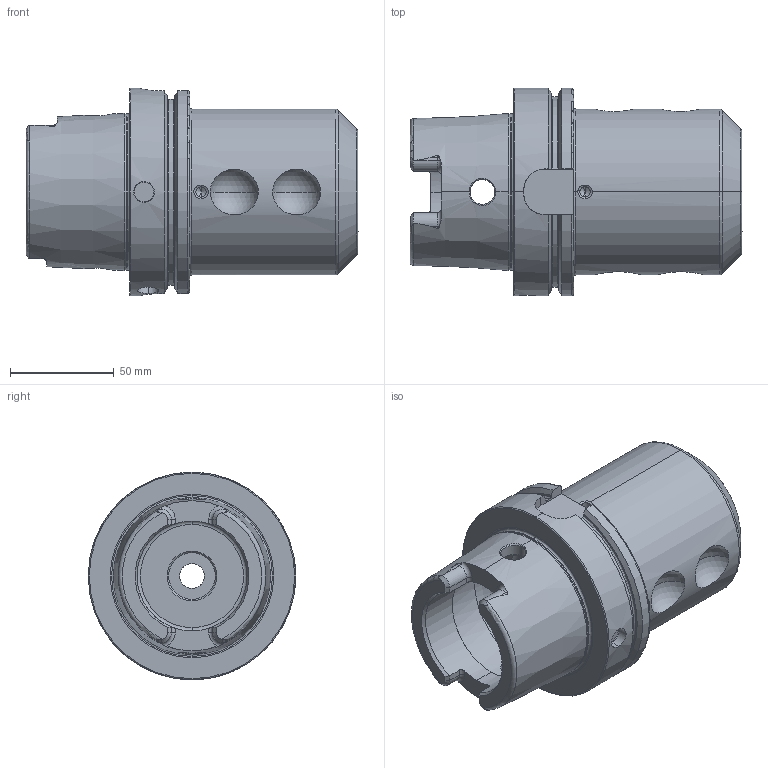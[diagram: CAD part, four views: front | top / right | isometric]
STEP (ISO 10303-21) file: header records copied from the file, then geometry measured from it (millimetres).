
FILE_DESCRIPTION (( 'STEP AP203' ), '1' );
FILE_NAME ('HA0-W40.K21.110.STEP', '2012-09-11T13:58:28', ( 'baer' ), ( 'Hewlett-Packard Company' ), 'SwSTEP 2.0', 'SolidWorks 2012', '' );
FILE_SCHEMA (( 'CONFIG_CONTROL_DESIGN' ));
Length unit declared in the file: millimetre
Products named in the file (4): HA0-W40.K21.110_B_Fertigbearbeitung; HA0-W40.K21.110; ERU-CJ3.001.008; W40-ER1.001.020
Assembly tree (5 placements, depth 2):
  HA0-W40.K21.110
    HA0-W40.K21.110_B_Fertigbearbeitung
    W40-ER1.001.020  x2
    ERU-CJ3.001.008  x2
Bounding box: 160.01 x 100 x 100 mm (x, y, z)
Volume: 547861.3 mm3; surface area: 87048.7 mm2
Topology: 5 solids, 5 shells, 297 faces, 740 edges, 449 vertices
Faces by surface type: cylinder 87, plane 81, cone 71, torus 46, bspline 8, sphere 4
Entity records: 11240 total; most frequent: CARTESIAN_POINT 4666, ORIENTED_EDGE 1308, DIRECTION 1246, EDGE_CURVE 654, AXIS2_PLACEMENT_3D 504, VERTEX_POINT 406, EDGE_LOOP 290, FACE_OUTER_BOUND 265
